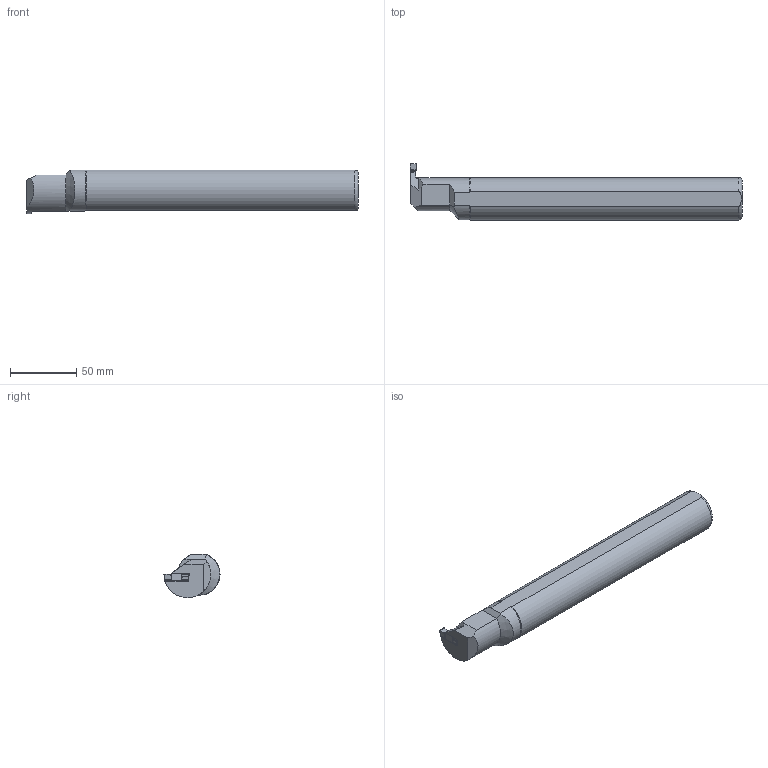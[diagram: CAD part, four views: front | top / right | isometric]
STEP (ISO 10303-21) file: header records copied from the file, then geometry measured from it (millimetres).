
FILE_DESCRIPTION(/* description */ (''),/* implementation_level */ '2;1');
FILE_NAME(/* name */ 'model1_1.stp',/* time_stamp */ '2023-10-11T23:58:54+03:00',/* author */ (''),/* organization */ (''),/* preprocessor_version */ 'ST-DEVELOPER v19.4',/* originating_system */ 'SIEMENS PLM Software NX2306.3001',/* authorisation */ '');
FILE_SCHEMA (('AUTOMOTIVE_DESIGN { 1 0 10303 214 3 1 1 1 }'));
Length unit declared in the file: millimetre
Products named in the file (1): model1_objects
Bounding box: 250 x 42.23 x 32.59 mm (x, y, z)
Volume: 188961.2 mm3; surface area: 26519.8 mm2
Topology: 2 solids, 2 shells, 128 faces, 405 edges, 281 vertices
Faces by surface type: bspline 64, plane 26, extrusion 23, cylinder 9, torus 3, cone 3
Entity records: 18092 total; most frequent: CARTESIAN_POINT 14329, ORIENTED_EDGE 806, EDGE_CURVE 403, B_SPLINE_CURVE_WITH_KNOTS 294, VERTEX_POINT 280, DIRECTION 241, PRESENTATION_STYLE_ASSIGNMENT 130, SURFACE_STYLE_USAGE 130
